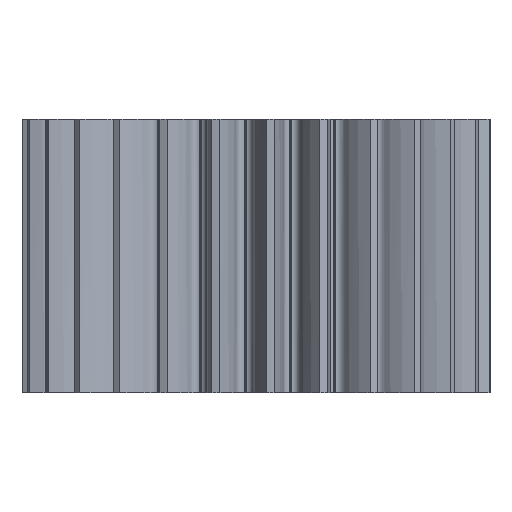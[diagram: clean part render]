
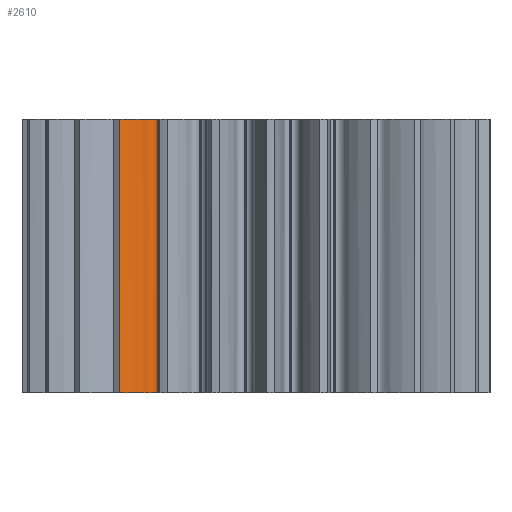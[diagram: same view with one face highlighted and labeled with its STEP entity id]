
A CAD part, left-side view. The second image highlights one B-rep face of the part: STEP entity #2610.
In plain terms, the highlighted free-form (B-spline) face has degree [3, 1] with [14, 2] control points.
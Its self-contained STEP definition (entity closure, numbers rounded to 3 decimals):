
#28=B_SPLINE_SURFACE_WITH_KNOTS('',3,1,((#5097,#5098),(#5099,#5100),(#5101,
#5102),(#5103,#5104),(#5105,#5106),(#5107,#5108),(#5109,#5110),(#5111,#5112),
(#5113,#5114),(#5115,#5116),(#5117,#5118),(#5119,#5120),(#5121,#5122),(#5123,
#5124)),.SURF_OF_LINEAR_EXTRUSION.,.F.,.F.,.F.,(4,2,2,2,2,2,4),(2,2),(0.,
0.25,0.375,0.5,0.625,0.75,1.),(0.,1.),
 .UNSPECIFIED.);
#103=B_SPLINE_CURVE_WITH_KNOTS('',3,(#3933,#3934,#3935,#3936,#3937,#3938,
#3939,#3940,#3941),.UNSPECIFIED.,.F.,.F.,(4,1,1,1,1,1,4),(0.,0.,
0.,0.001,0.001,0.001,
0.002),.UNSPECIFIED.);
#153=B_SPLINE_CURVE_WITH_KNOTS('',3,(#4513,#4514,#4515,#4516,#4517,#4518,
#4519,#4520,#4521),.UNSPECIFIED.,.F.,.F.,(4,1,1,1,1,1,4),(0.,0.,
0.001,0.001,0.001,0.002,
0.002),.UNSPECIFIED.);
#738=ORIENTED_EDGE('',*,*,#1264,.T.);
#739=ORIENTED_EDGE('',*,*,#1194,.T.);
#740=ORIENTED_EDGE('',*,*,#1366,.T.);
#741=ORIENTED_EDGE('',*,*,#1438,.F.);
#1194=EDGE_CURVE('',#1599,#1600,#1823,.T.);
#1264=EDGE_CURVE('',#1656,#1599,#103,.T.);
#1366=EDGE_CURVE('',#1600,#1732,#153,.T.);
#1438=EDGE_CURVE('',#1656,#1732,#1951,.T.);
#1599=VERTEX_POINT('',#3572);
#1600=VERTEX_POINT('',#3573);
#1656=VERTEX_POINT('',#3942);
#1732=VERTEX_POINT('',#4512);
#1823=LINE('',#3571,#2066);
#1951=LINE('',#5095,#2194);
#2066=VECTOR('',#3031,1000.);
#2194=VECTOR('',#3203,1000.);
#2309=EDGE_LOOP('',(#738,#739,#740,#741));
#2446=FACE_BOUND('',#2309,.T.);
#2610=ADVANCED_FACE('',(#2446),#28,.F.);
#3031=DIRECTION('',(0.,0.,-1.));
#3203=DIRECTION('',(0.,0.,-1.));
#3571=CARTESIAN_POINT('',(-8.366,6.,6.005));
#3572=CARTESIAN_POINT('',(-8.366,6.,6.));
#3573=CARTESIAN_POINT('',(-8.366,6.,-6.));
#3933=CARTESIAN_POINT('',(-7.424,4.334,6.));
#3934=CARTESIAN_POINT('',(-7.382,4.406,6.));
#3935=CARTESIAN_POINT('',(-7.364,4.585,6.));
#3936=CARTESIAN_POINT('',(-7.519,4.788,6.));
#3937=CARTESIAN_POINT('',(-7.711,4.946,6.));
#3938=CARTESIAN_POINT('',(-7.921,5.206,6.));
#3939=CARTESIAN_POINT('',(-8.15,5.551,6.));
#3940=CARTESIAN_POINT('',(-8.299,5.848,6.));
#3941=CARTESIAN_POINT('',(-8.366,6.,6.));
#3942=CARTESIAN_POINT('',(-7.424,4.334,6.));
#4512=CARTESIAN_POINT('',(-7.424,4.334,-6.));
#4513=CARTESIAN_POINT('',(-8.366,6.,-6.));
#4514=CARTESIAN_POINT('',(-8.299,5.849,-6.));
#4515=CARTESIAN_POINT('',(-8.151,5.553,-6.));
#4516=CARTESIAN_POINT('',(-7.923,5.209,-6.));
#4517=CARTESIAN_POINT('',(-7.714,4.95,-6.));
#4518=CARTESIAN_POINT('',(-7.525,4.792,-6.));
#4519=CARTESIAN_POINT('',(-7.365,4.59,-6.));
#4520=CARTESIAN_POINT('',(-7.381,4.407,-6.));
#4521=CARTESIAN_POINT('',(-7.424,4.334,-6.));
#5095=CARTESIAN_POINT('',(-7.424,4.334,6.005));
#5097=CARTESIAN_POINT('',(-8.366,6.,6.));
#5098=CARTESIAN_POINT('',(-8.366,6.,-6.));
#5099=CARTESIAN_POINT('',(-8.188,5.598,6.));
#5100=CARTESIAN_POINT('',(-8.188,5.598,-6.));
#5101=CARTESIAN_POINT('',(-7.998,5.308,6.));
#5102=CARTESIAN_POINT('',(-7.998,5.308,-6.));
#5103=CARTESIAN_POINT('',(-7.765,5.015,6.));
#5104=CARTESIAN_POINT('',(-7.765,5.015,-6.));
#5105=CARTESIAN_POINT('',(-7.696,4.94,6.));
#5106=CARTESIAN_POINT('',(-7.696,4.94,-6.));
#5107=CARTESIAN_POINT('',(-7.585,4.832,6.));
#5108=CARTESIAN_POINT('',(-7.585,4.832,-6.));
#5109=CARTESIAN_POINT('',(-7.546,4.802,6.));
#5110=CARTESIAN_POINT('',(-7.546,4.802,-6.));
#5111=CARTESIAN_POINT('',(-7.479,4.733,6.));
#5112=CARTESIAN_POINT('',(-7.479,4.733,-6.));
#5113=CARTESIAN_POINT('',(-7.451,4.697,6.));
#5114=CARTESIAN_POINT('',(-7.451,4.697,-6.));
#5115=CARTESIAN_POINT('',(-7.41,4.625,6.));
#5116=CARTESIAN_POINT('',(-7.41,4.625,-6.));
#5117=CARTESIAN_POINT('',(-7.396,4.589,6.));
#5118=CARTESIAN_POINT('',(-7.396,4.589,-6.));
#5119=CARTESIAN_POINT('',(-7.374,4.476,6.));
#5120=CARTESIAN_POINT('',(-7.374,4.476,-6.));
#5121=CARTESIAN_POINT('',(-7.387,4.398,6.));
#5122=CARTESIAN_POINT('',(-7.387,4.398,-6.));
#5123=CARTESIAN_POINT('',(-7.424,4.334,6.));
#5124=CARTESIAN_POINT('',(-7.424,4.334,-6.));
